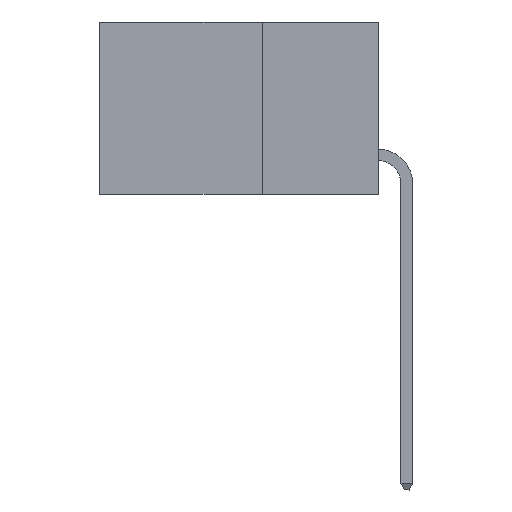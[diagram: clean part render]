
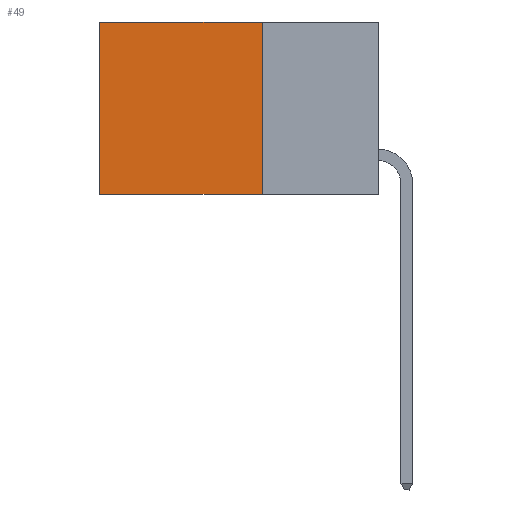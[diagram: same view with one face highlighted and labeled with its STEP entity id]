
A CAD part, left-side view. The second image highlights one B-rep face of the part: STEP entity #49.
In plain terms, the highlighted planar face has unit normal (-1, 0, 0).
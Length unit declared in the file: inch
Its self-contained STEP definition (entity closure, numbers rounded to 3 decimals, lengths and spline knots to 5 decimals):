
#9 = VERTEX_POINT ( 'NONE', #4335 ) ;
#17 = VECTOR ( 'NONE', #6193, 39.37008 ) ;
#49 = ADVANCED_FACE ( 'NONE', ( #15399 ), #15141, .F. ) ;
#229 = EDGE_CURVE ( 'NONE', #9, #11600, #15721, .T. ) ;
#646 = VECTOR ( 'NONE', #11710, 39.37008 ) ;
#866 = LINE ( 'NONE', #11261, #4727 ) ;
#991 = LINE ( 'NONE', #10180, #17 ) ;
#1318 = CARTESIAN_POINT ( 'NONE',  ( 0.2615, 0.25, -0.37 ) ) ;
#2791 = VECTOR ( 'NONE', #6214, 39.37008 ) ;
#2831 = ORIENTED_EDGE ( 'NONE', *, *, #5743, .T. ) ;
#3185 = CARTESIAN_POINT ( 'NONE',  ( 0.2615, 0.25, 0. ) ) ;
#3781 = ORIENTED_EDGE ( 'NONE', *, *, #229, .F. ) ;
#4335 = CARTESIAN_POINT ( 'NONE',  ( 0.2615, 0.25, -0.37 ) ) ;
#4727 = VECTOR ( 'NONE', #16466, 39.37008 ) ;
#5190 = CARTESIAN_POINT ( 'NONE',  ( 0.2615, 0.6, 0. ) ) ;
#5743 = EDGE_CURVE ( 'NONE', #10970, #14884, #8848, .T. ) ;
#6193 = DIRECTION ( 'NONE',  ( 0., 0., -1. ) ) ;
#6202 = DIRECTION ( 'NONE',  ( 0., 0., -1. ) ) ;
#6214 = DIRECTION ( 'NONE',  ( 0., 1., 0. ) ) ;
#6215 = EDGE_CURVE ( 'NONE', #10970, #9, #991, .T. ) ;
#6354 = AXIS2_PLACEMENT_3D ( 'NONE', #9949, #8504, #6202 ) ;
#7824 = CARTESIAN_POINT ( 'NONE',  ( 0.2615, 0.25, 0. ) ) ;
#8127 = EDGE_CURVE ( 'NONE', #14884, #11600, #866, .T. ) ;
#8504 = DIRECTION ( 'NONE',  ( 1., 0., 0. ) ) ;
#8848 = LINE ( 'NONE', #7824, #2791 ) ;
#8984 = EDGE_LOOP ( 'NONE', ( #11378, #3781, #13154, #2831 ) ) ;
#9949 = CARTESIAN_POINT ( 'NONE',  ( 0.2615, 0.25, -0.37 ) ) ;
#10180 = CARTESIAN_POINT ( 'NONE',  ( 0.2615, 0.25, -0.37 ) ) ;
#10334 = CARTESIAN_POINT ( 'NONE',  ( 0.2615, 0.6, -0.37 ) ) ;
#10970 = VERTEX_POINT ( 'NONE', #3185 ) ;
#11261 = CARTESIAN_POINT ( 'NONE',  ( 0.2615, 0.6, -0.37 ) ) ;
#11378 = ORIENTED_EDGE ( 'NONE', *, *, #8127, .T. ) ;
#11600 = VERTEX_POINT ( 'NONE', #10334 ) ;
#11710 = DIRECTION ( 'NONE',  ( 0., 1., 0. ) ) ;
#13154 = ORIENTED_EDGE ( 'NONE', *, *, #6215, .F. ) ;
#14884 = VERTEX_POINT ( 'NONE', #5190 ) ;
#15141 = PLANE ( 'NONE',  #6354 ) ;
#15399 = FACE_OUTER_BOUND ( 'NONE', #8984, .T. ) ;
#15721 = LINE ( 'NONE', #1318, #646 ) ;
#16466 = DIRECTION ( 'NONE',  ( 0., 0., -1. ) ) ;
